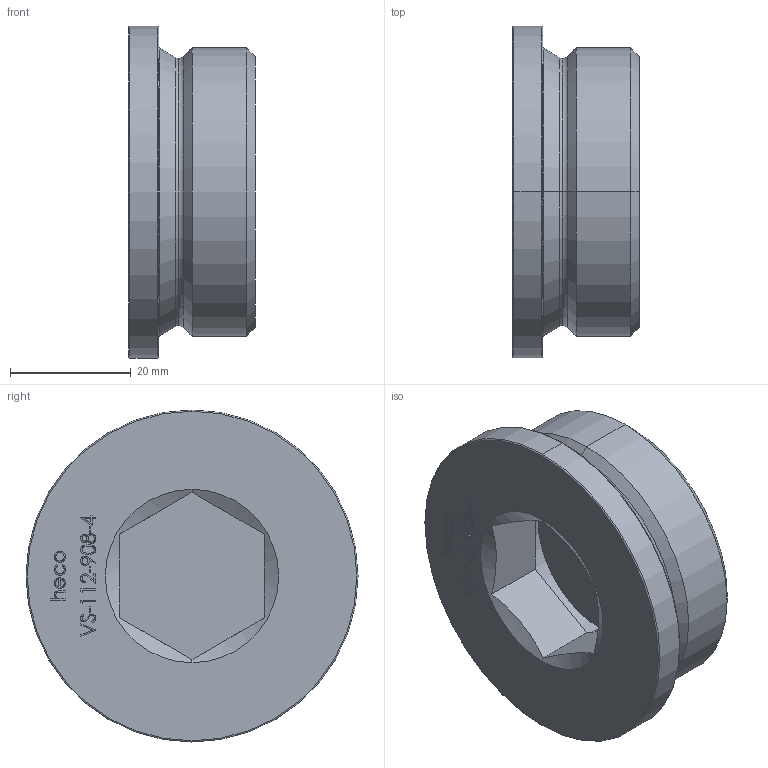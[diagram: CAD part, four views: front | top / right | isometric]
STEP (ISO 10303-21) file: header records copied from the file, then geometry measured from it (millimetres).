
FILE_DESCRIPTION (( 'STEP AP214' ), '1' );
FILE_NAME ('VS-112-908-4 Verschluss-Schraube.STEP', '2018-06-13T09:57:20', ( '' ), ( '' ), 'SwSTEP 2.0', 'SolidWorks 2016', '' );
FILE_SCHEMA (( 'AUTOMOTIVE_DESIGN' ));
Length unit declared in the file: millimetre
Products named in the file (1): VS-112-908-4 Verschluss-Schraube
Bounding box: 21 x 55 x 55 mm (x, y, z)
Volume: 32366.4 mm3; surface area: 9371.4 mm2
Topology: 1 solids, 1 shells, 217 faces, 549 edges, 360 vertices
Faces by surface type: plane 102, bspline 91, torus 10, cone 8, cylinder 6
Entity records: 13278 total; most frequent: CARTESIAN_POINT 6696, ORIENTED_EDGE 1098, DIRECTION 655, EDGE_CURVE 549, VERTEX_POINT 360, VECTOR 321, LINE 321, EDGE_LOOP 243
